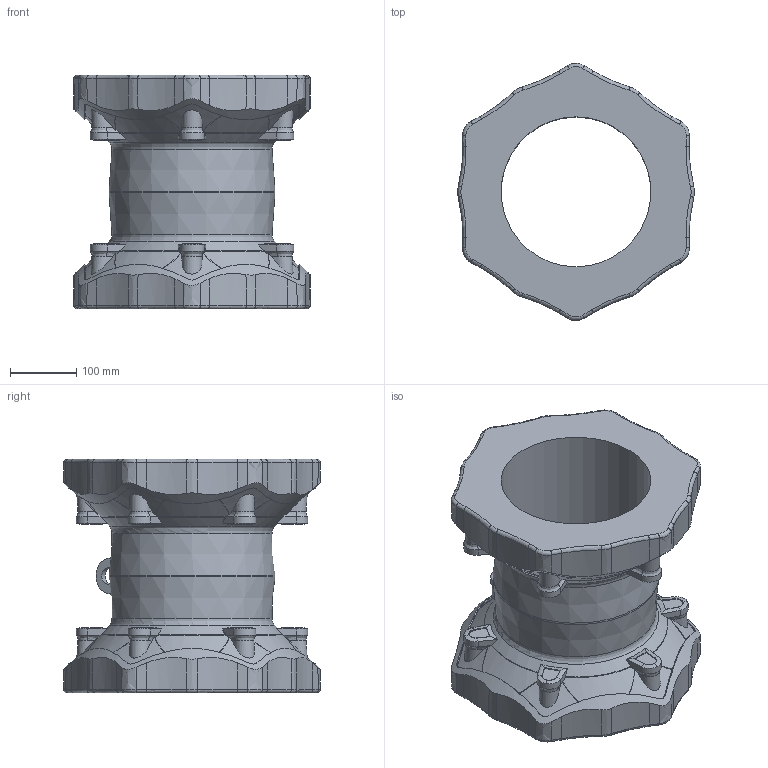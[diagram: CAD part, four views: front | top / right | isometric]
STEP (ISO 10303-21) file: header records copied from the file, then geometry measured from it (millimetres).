
FILE_DESCRIPTION (( 'STEP AP203' ), '1' );
FILE_NAME ('O_631_00_DN200_AA1_step.step', '2016-05-19T07:44:22', ( 'Windows User' ), ( 'AVK' ), 'SwSTEP 2.0', 'SolidWorks 2012', '' );
FILE_SCHEMA (( 'CONFIG_CONTROL_DESIGN' ));
Length unit declared in the file: millimetre
Products named in the file (1): O_631_00_DN200_AA1_step
Bounding box: 358.6 x 389.17 x 354 mm (x, y, z)
Volume: 11122602.8 mm3; surface area: 802159.7 mm2
Topology: 1 solids, 1 shells, 587 faces, 1506 edges, 924 vertices
Faces by surface type: bspline 384, plane 105, cylinder 52, cone 41, torus 5
Full cylindrical faces by diameter (mm): 25 x1, 227 x1
Entity records: 40007 total; most frequent: CARTESIAN_POINT 29040, ORIENTED_EDGE 2972, EDGE_CURVE 1486, DIRECTION 1150, VERTEX_POINT 916, B_SPLINE_CURVE_WITH_KNOTS 878, EDGE_LOOP 602, FACE_OUTER_BOUND 589
